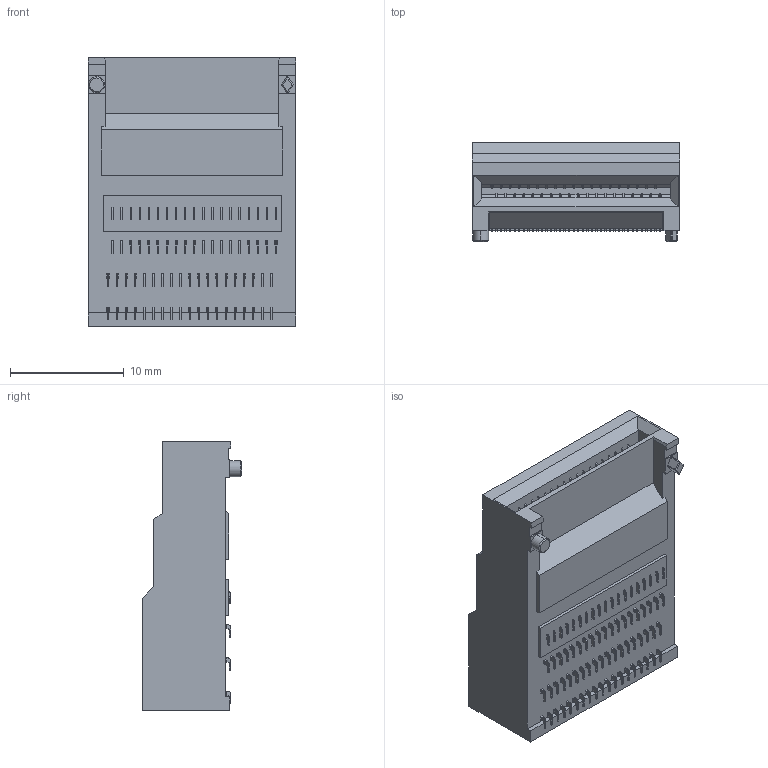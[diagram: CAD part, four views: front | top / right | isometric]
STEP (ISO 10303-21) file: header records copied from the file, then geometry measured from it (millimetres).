
FILE_DESCRIPTION (( 'STEP AP214' ), '1' );
FILE_NAME ('05-00414--A118651-001.STEP', '2020-09-22T14:31:37', ( '' ), ( '' ), 'SwSTEP 2.0', 'SolidWorks 2018', '' );
FILE_SCHEMA (( 'AUTOMOTIVE_DESIGN' ));
Length unit declared in the file: millimetre
Products named in the file (2): 05-00414--A118651-001
Bounding box: 18.3 x 8.75 x 23.7 mm (x, y, z)
Volume: 2540 mm3; surface area: 2027.9 mm2
Topology: 1 solids, 1 shells, 2164 faces, 6463 edges, 4300 vertices
Faces by surface type: plane 1618, cylinder 539, cone 7
Entity records: 72643 total; most frequent: CARTESIAN_POINT 13722, ORIENTED_EDGE 12916, DIRECTION 11604, EDGE_CURVE 6458, LINE 5112, VECTOR 5112, VERTEX_POINT 4300, AXIS2_PLACEMENT_3D 3246
